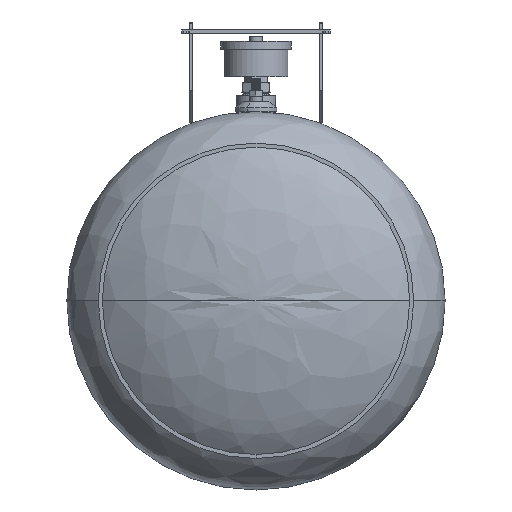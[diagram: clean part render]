
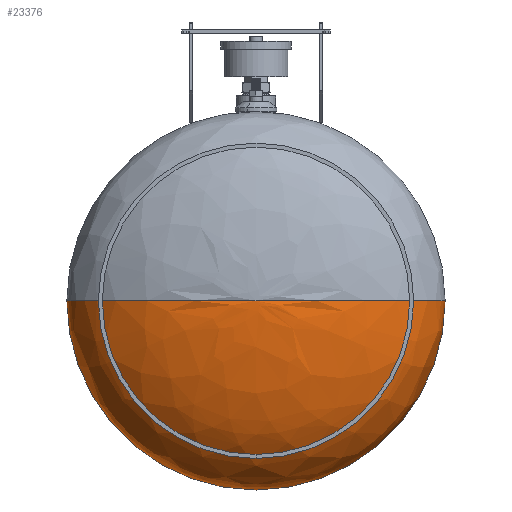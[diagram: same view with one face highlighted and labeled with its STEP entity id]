
A CAD part, front view. The second image highlights one B-rep face of the part: STEP entity #23376.
In plain terms, the highlighted free-form (B-spline) face has degree [3, 3] with [4, 4] control points.
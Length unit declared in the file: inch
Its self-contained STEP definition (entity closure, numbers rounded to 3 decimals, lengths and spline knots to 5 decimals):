
#104 = CARTESIAN_POINT ( 'NONE',  ( 6., 2.79886, 0. ) ) ;
#2421 = AXIS2_PLACEMENT_3D ( 'NONE', #27374, #24764, #4876 ) ;
#3739 = CARTESIAN_POINT ( 'NONE',  ( 6., 1.0125, 0. ) ) ;
#4744 = CARTESIAN_POINT ( 'NONE',  ( -6., 1.0125, 0. ) ) ;
#4876 = DIRECTION ( 'NONE',  ( 0., 0., -1. ) ) ;
#4939 = CARTESIAN_POINT ( 'NONE',  ( 0., 4.062, 0. ) ) ;
#4989 = CIRCLE ( 'NONE', #2421, 6. ) ;
#6312 = CARTESIAN_POINT ( 'NONE',  ( -6., 2.79886, 0. ) ) ;
#7758 = CARTESIAN_POINT ( 'NONE',  ( -3.51472, 4.062, 0. ) ) ;
#7957 = CARTESIAN_POINT ( 'NONE',  ( 0., 4.062, 0. ) ) ;
#8153 = CARTESIAN_POINT ( 'NONE',  ( -6., 1.0125, 12. ) ) ;
#8666 = EDGE_CURVE ( 'NONE', #21925, #11187, #25218, .T. ) ;
#9383 = CARTESIAN_POINT ( 'NONE',  ( 3.51472, 4.062, 0. ) ) ;
#9787 = CARTESIAN_POINT ( 'NONE',  ( 0., 4.062, 0. ) ) ;
#10421 = CARTESIAN_POINT ( 'NONE',  ( 0., 1.0125, 6. ) ) ;
#11178 = CARTESIAN_POINT ( 'NONE',  ( 6., 2.79886, 0. ) ) ;
#11187 = VERTEX_POINT ( 'NONE', #30770 ) ;
#11196 = ORIENTED_EDGE ( 'NONE', *, *, #20739, .F. ) ;
#11453 = VERTEX_POINT ( 'NONE', #3739 ) ;
#14029 = CARTESIAN_POINT ( 'NONE',  ( -3.51472, 4.062, 7.02944 ) ) ;
#14359 =( BOUNDED_CURVE ( )  B_SPLINE_CURVE ( 3, ( #9787, #9383, #104, #15838 ),
 .UNSPECIFIED., .F., .T. ) 
 B_SPLINE_CURVE_WITH_KNOTS ( ( 4, 4 ),
 ( 1.5708, 3.14159 ),
 .UNSPECIFIED. ) 
 CURVE ( )  GEOMETRIC_REPRESENTATION_ITEM ( )  RATIONAL_B_SPLINE_CURVE ( ( 1., 0.805, 0.805, 1. ) ) 
 REPRESENTATION_ITEM ( '' )  );
#14543 = VERTEX_POINT ( 'NONE', #18613 ) ;
#14615 = EDGE_CURVE ( 'NONE', #14543, #11187, #34538, .T. ) ;
#15258 = ORIENTED_EDGE ( 'NONE', *, *, #21431, .F. ) ;
#15838 = CARTESIAN_POINT ( 'NONE',  ( 6., 1.0125, 0. ) ) ;
#17240 = CARTESIAN_POINT ( 'NONE',  ( 3.51472, 4.062, 7.02944 ) ) ;
#18365 = EDGE_LOOP ( 'NONE', ( #11196, #37521, #24697, #15258 ) ) ;
#18613 = CARTESIAN_POINT ( 'NONE',  ( 0., 4.062, 0. ) ) ;
#20739 = EDGE_CURVE ( 'NONE', #14543, #11453, #14359, .T. ) ;
#21431 = EDGE_CURVE ( 'NONE', #11453, #21925, #4989, .T. ) ;
#21925 = VERTEX_POINT ( 'NONE', #10421 ) ;
#22147 = CARTESIAN_POINT ( 'NONE',  ( 6., 1.0125, 12. ) ) ;
#23376 = ADVANCED_FACE ( 'NONE', ( #28394 ), #36717, .F. ) ;
#23477 = CARTESIAN_POINT ( 'NONE',  ( 6., 2.79886, 12. ) ) ;
#24071 = CARTESIAN_POINT ( 'NONE',  ( 0., 4.062, 0. ) ) ;
#24543 = CARTESIAN_POINT ( 'NONE',  ( 0., 1.0125, 0. ) ) ;
#24697 = ORIENTED_EDGE ( 'NONE', *, *, #8666, .F. ) ;
#24764 = DIRECTION ( 'NONE',  ( 0., -1., 0. ) ) ;
#24871 = CARTESIAN_POINT ( 'NONE',  ( -6., 1.0125, 0. ) ) ;
#25218 = CIRCLE ( 'NONE', #30332, 6. ) ;
#26521 = CARTESIAN_POINT ( 'NONE',  ( 0., 4.062, 0. ) ) ;
#26718 = CARTESIAN_POINT ( 'NONE',  ( -6., 2.79886, 0. ) ) ;
#27096 = CARTESIAN_POINT ( 'NONE',  ( -3.51472, 4.062, 0. ) ) ;
#27374 = CARTESIAN_POINT ( 'NONE',  ( 0., 1.0125, 0. ) ) ;
#28394 = FACE_OUTER_BOUND ( 'NONE', #18365, .T. ) ;
#30332 = AXIS2_PLACEMENT_3D ( 'NONE', #24543, #30565, #34000 ) ;
#30565 = DIRECTION ( 'NONE',  ( 0., -1., 0. ) ) ;
#30770 = CARTESIAN_POINT ( 'NONE',  ( -6., 1.0125, 0. ) ) ;
#32337 = CARTESIAN_POINT ( 'NONE',  ( -6., 2.79886, 12. ) ) ;
#32526 = CARTESIAN_POINT ( 'NONE',  ( 0., 4.062, 0. ) ) ;
#34000 = DIRECTION ( 'NONE',  ( 0., 0., -1. ) ) ;
#34538 =( BOUNDED_CURVE ( )  B_SPLINE_CURVE ( 3, ( #24071, #27096, #6312, #24871 ),
 .UNSPECIFIED., .F., .T. ) 
 B_SPLINE_CURVE_WITH_KNOTS ( ( 4, 4 ),
 ( 1.5708, 3.14159 ),
 .UNSPECIFIED. ) 
 CURVE ( )  GEOMETRIC_REPRESENTATION_ITEM ( )  RATIONAL_B_SPLINE_CURVE ( ( 1., 0.805, 0.805, 1. ) ) 
 REPRESENTATION_ITEM ( '' )  );
#36717 =( BOUNDED_SURFACE ( )  B_SPLINE_SURFACE ( 3, 3, ( 
 ( #32526, #26521, #4939, #7957 ),
 ( #38831, #17240, #14029, #7758 ),
 ( #11178, #23477, #32337, #26718 ),
 ( #39021, #22147, #8153, #4744 ) ),
 .UNSPECIFIED., .F., .F., .T. ) 
 B_SPLINE_SURFACE_WITH_KNOTS ( ( 4, 4 ),
 ( 4, 4 ),
 ( 0., 1. ),
 ( 0., 1. ),
 .UNSPECIFIED. ) 
 GEOMETRIC_REPRESENTATION_ITEM ( )  RATIONAL_B_SPLINE_SURFACE ( (
 ( 1., 0.333, 0.333, 1.),
 ( 0.805, 0.268, 0.268, 0.805),
 ( 0.805, 0.268, 0.268, 0.805),
 ( 1., 0.333, 0.333, 1.) ) ) 
 REPRESENTATION_ITEM ( '' )  SURFACE ( )  );
#37521 = ORIENTED_EDGE ( 'NONE', *, *, #14615, .T. ) ;
#38831 = CARTESIAN_POINT ( 'NONE',  ( 3.51472, 4.062, 0. ) ) ;
#39021 = CARTESIAN_POINT ( 'NONE',  ( 6., 1.0125, 0. ) ) ;
